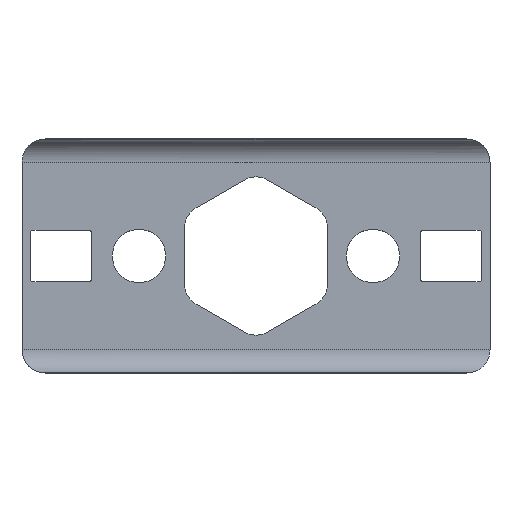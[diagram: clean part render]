
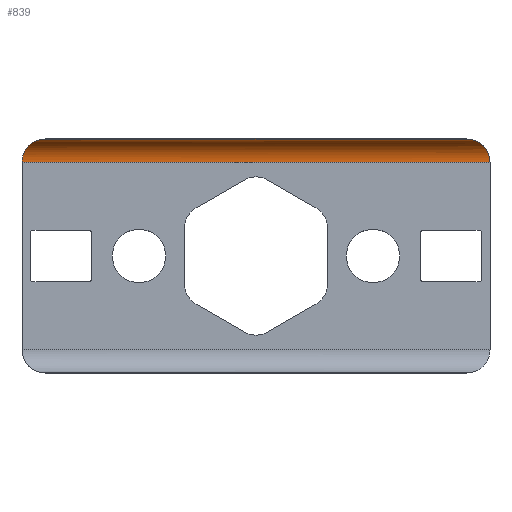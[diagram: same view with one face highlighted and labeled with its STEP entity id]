
A CAD part, top view. The second image highlights one B-rep face of the part: STEP entity #839.
In plain terms, the highlighted cylindrical face has radius 4 mm (diameter 8 mm), a partial arc.
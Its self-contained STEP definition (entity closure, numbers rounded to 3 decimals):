
#25=ELLIPSE('',#908,5.657,4.);
#28=ELLIPSE('',#936,5.657,4.);
#77=FACE_OUTER_BOUND('',#126,.T.);
#126=EDGE_LOOP('',(#689,#690,#691,#692));
#203=LINE('',#1403,#281);
#204=LINE('',#1406,#282);
#281=VECTOR('',#1143,10.);
#282=VECTOR('',#1148,10.);
#377=VERTEX_POINT('',#1313);
#378=VERTEX_POINT('',#1314);
#409=VERTEX_POINT('',#1393);
#410=VERTEX_POINT('',#1399);
#469=EDGE_CURVE('',#377,#378,#25,.T.);
#514=EDGE_CURVE('',#409,#410,#28,.T.);
#515=EDGE_CURVE('',#377,#410,#203,.T.);
#516=EDGE_CURVE('',#409,#378,#204,.T.);
#689=ORIENTED_EDGE('',*,*,#469,.F.);
#690=ORIENTED_EDGE('',*,*,#515,.T.);
#691=ORIENTED_EDGE('',*,*,#514,.F.);
#692=ORIENTED_EDGE('',*,*,#516,.T.);
#804=CYLINDRICAL_SURFACE('',#939,4.);
#839=ADVANCED_FACE('',(#77),#804,.F.);
#908=AXIS2_PLACEMENT_3D('',#1315,#1057,#1058);
#936=AXIS2_PLACEMENT_3D('',#1401,#1139,#1140);
#939=AXIS2_PLACEMENT_3D('',#1405,#1146,#1147);
#1057=DIRECTION('center_axis',(-0.707,0.,-0.707));
#1058=DIRECTION('ref_axis',(0.707,0.,-0.707));
#1139=DIRECTION('center_axis',(0.707,0.,-0.707));
#1140=DIRECTION('ref_axis',(-0.707,0.,-0.707));
#1143=DIRECTION('',(-1.,0.,0.));
#1146=DIRECTION('center_axis',(-1.,0.,0.));
#1147=DIRECTION('ref_axis',(0.,0.,-1.));
#1148=DIRECTION('',(1.,0.,0.));
#1313=CARTESIAN_POINT('',(36.8,19.919,4.2));
#1314=CARTESIAN_POINT('',(40.,16.,1.));
#1315=CARTESIAN_POINT('Origin',(36.,16.,5.));
#1393=CARTESIAN_POINT('',(-40.,16.,1.));
#1399=CARTESIAN_POINT('',(-36.8,19.919,4.2));
#1401=CARTESIAN_POINT('Origin',(-36.,16.,5.));
#1403=CARTESIAN_POINT('',(-40.,19.919,4.2));
#1405=CARTESIAN_POINT('Origin',(-40.,16.,5.));
#1406=CARTESIAN_POINT('',(-40.,16.,1.));
